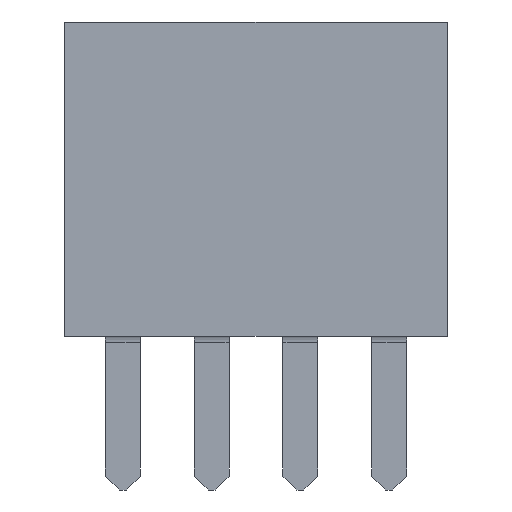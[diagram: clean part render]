
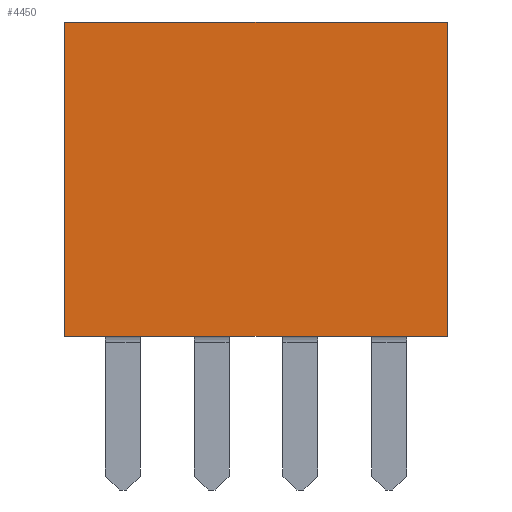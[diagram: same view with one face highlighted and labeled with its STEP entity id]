
A CAD part, front view. The second image highlights one B-rep face of the part: STEP entity #4450.
In plain terms, the highlighted planar face has unit normal (0, -1, 0).
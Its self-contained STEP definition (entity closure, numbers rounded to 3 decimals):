
#470=ORIENTED_EDGE('',*,*,#1704,.F.);
#471=ORIENTED_EDGE('',*,*,#1715,.F.);
#472=ORIENTED_EDGE('',*,*,#1713,.F.);
#473=ORIENTED_EDGE('',*,*,#1490,.F.);
#1490=EDGE_CURVE('',#2140,#2141,#2560,.T.);
#1704=EDGE_CURVE('',#2323,#2140,#2774,.T.);
#1713=EDGE_CURVE('',#2141,#2326,#2783,.T.);
#1715=EDGE_CURVE('',#2326,#2323,#2785,.T.);
#2140=VERTEX_POINT('',#6248);
#2141=VERTEX_POINT('',#6250);
#2323=VERTEX_POINT('',#6669);
#2326=VERTEX_POINT('',#6678);
#2560=LINE('',#6249,#3150);
#2774=LINE('',#6670,#3364);
#2783=LINE('',#6686,#3373);
#2785=LINE('',#6689,#3375);
#3150=VECTOR('',#5028,1000.);
#3364=VECTOR('',#5290,1000.);
#3373=VECTOR('',#5301,1000.);
#3375=VECTOR('',#5305,1000.);
#3750=EDGE_LOOP('',(#470,#471,#472,#473));
#4004=FACE_BOUND('',#3750,.T.);
#4242=PLANE('',#4715);
#4450=ADVANCED_FACE('',(#4004),#4242,.F.);
#4715=AXIS2_PLACEMENT_3D('',#6693,#5310,#5311);
#5028=DIRECTION('',(1.,0.,0.));
#5290=DIRECTION('',(0.,0.,1.));
#5301=DIRECTION('',(0.,0.,-1.));
#5305=DIRECTION('',(-1.,0.,0.));
#5310=DIRECTION('',(0.,1.,0.));
#5311=DIRECTION('',(0.,0.,1.));
#6248=CARTESIAN_POINT('',(-2.74,-1.5,2.25));
#6249=CARTESIAN_POINT('',(-2.74,-1.5,2.25));
#6250=CARTESIAN_POINT('',(2.74,-1.5,2.25));
#6669=CARTESIAN_POINT('',(-2.74,-1.5,-2.25));
#6670=CARTESIAN_POINT('',(-2.74,-1.5,-2.25));
#6678=CARTESIAN_POINT('',(2.74,-1.5,-2.25));
#6686=CARTESIAN_POINT('',(2.74,-1.5,2.25));
#6689=CARTESIAN_POINT('',(2.74,-1.5,-2.25));
#6693=CARTESIAN_POINT('',(0.,-1.5,0.));
